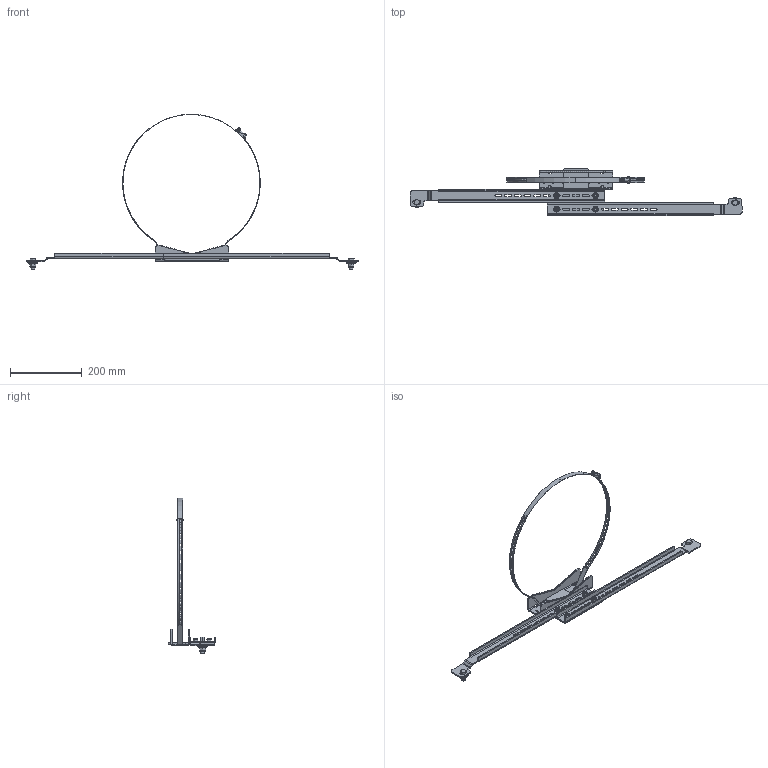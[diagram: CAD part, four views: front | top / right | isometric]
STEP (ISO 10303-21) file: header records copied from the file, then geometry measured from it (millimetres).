
FILE_DESCRIPTION (( 'STEP AP214' ), '1' );
FILE_NAME ('PMKLRG.STEP', '2020-05-20T20:29:53', ( '' ), ( '' ), 'SwSTEP 2.0', 'SolidWorks 2019', '' );
FILE_SCHEMA (( 'AUTOMOTIVE_DESIGN' ));
Length unit declared in the file: inch
Products named in the file (1): PMKLRG
Bounding box: 922.72 x 130.87 x 432.38 mm (x, y, z)
Volume: 333586.2 mm3; surface area: 251617.3 mm2
Topology: 26 solids, 26 shells, 2042 faces, 5881 edges, 3896 vertices
Faces by surface type: bspline 1119, plane 596, cylinder 257, cone 66, torus 4
Full cylindrical faces by diameter (mm): 4.978 x4, 6.35 x4, 6.401 x4, 7.366 x4, 7.798 x2, 8.24 x1, 8.509 x2, 9.525 x4, 11.049 x4, 14.275 x2, 14.287 x2, 14.288 x2, 15.875 x4, 27.305 x2, 28.575 x2
Entity records: 148458 total; most frequent: CARTESIAN_POINT 75882, ORIENTED_EDGE 11524, DIRECTION 5824, EDGE_CURVE 5762, VERTEX_POINT 3876, LINE 2812, VECTOR 2812, EDGE_LOOP 2802
